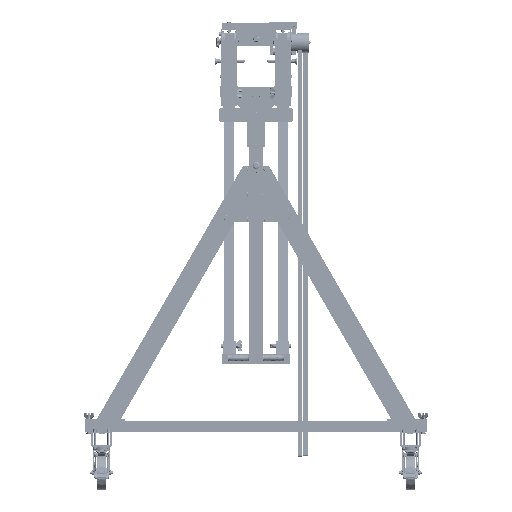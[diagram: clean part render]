
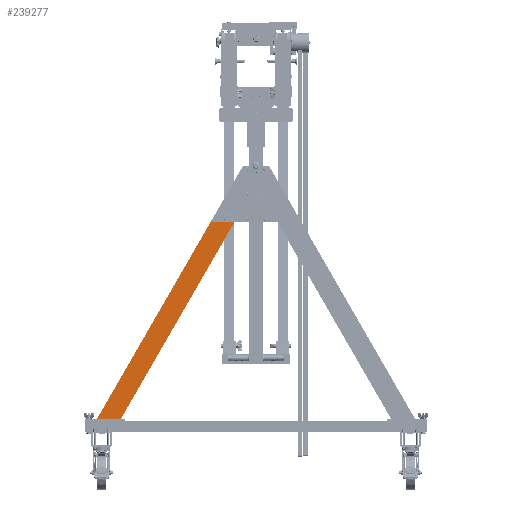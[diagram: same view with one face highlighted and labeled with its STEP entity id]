
A CAD part, front view. The second image highlights one B-rep face of the part: STEP entity #239277.
In plain terms, the highlighted planar face has unit normal (0, -1, 0).
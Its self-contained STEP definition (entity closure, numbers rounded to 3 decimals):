
#18350=LINE('',#338255,#33861);
#18351=LINE('',#338257,#33862);
#18352=LINE('',#338259,#33863);
#18353=LINE('',#338260,#33864);
#33861=VECTOR('',#276992,10.);
#33862=VECTOR('',#276993,10.);
#33863=VECTOR('',#276994,10.);
#33864=VECTOR('',#276995,10.);
#49339=FACE_OUTER_BOUND('',#63413,.T.);
#63413=EDGE_LOOP('',(#147021,#147022,#147023,#147024));
#88540=VERTEX_POINT('',#338253);
#88541=VERTEX_POINT('',#338254);
#88542=VERTEX_POINT('',#338256);
#88543=VERTEX_POINT('',#338258);
#111609=EDGE_CURVE('',#88540,#88541,#18350,.T.);
#111610=EDGE_CURVE('',#88541,#88542,#18351,.T.);
#111611=EDGE_CURVE('',#88542,#88543,#18352,.T.);
#111612=EDGE_CURVE('',#88540,#88543,#18353,.T.);
#147021=ORIENTED_EDGE('',*,*,#111609,.T.);
#147022=ORIENTED_EDGE('',*,*,#111610,.T.);
#147023=ORIENTED_EDGE('',*,*,#111611,.T.);
#147024=ORIENTED_EDGE('',*,*,#111612,.F.);
#217292=PLANE('',#253941);
#239277=ADVANCED_FACE('',(#49339),#217292,.T.);
#253941=AXIS2_PLACEMENT_3D('',#338252,#276990,#276991);
#276990=DIRECTION('center_axis',(0.,-1.,0.));
#276991=DIRECTION('ref_axis',(0.866,0.,-0.5));
#276992=DIRECTION('',(1.,0.,0.));
#276993=DIRECTION('',(0.5,0.,0.866));
#276994=DIRECTION('',(0.,0.,1.));
#276995=DIRECTION('',(0.5,0.,0.866));
#338252=CARTESIAN_POINT('Origin',(-921.402,-40.,-1143.743));
#338253=CARTESIAN_POINT('',(-924.,-40.,-1142.243));
#338254=CARTESIAN_POINT('',(-785.436,-40.,-1142.243));
#338255=CARTESIAN_POINT('',(-922.701,-40.,-1142.243));
#338256=CARTESIAN_POINT('',(-74.,-40.,90.));
#338257=CARTESIAN_POINT('',(-820.077,-40.,-1202.243));
#338258=CARTESIAN_POINT('',(-74.,-40.,330.));
#338259=CARTESIAN_POINT('',(-74.,-40.,-526.872));
#338260=CARTESIAN_POINT('',(-924.,-40.,-1142.243));
